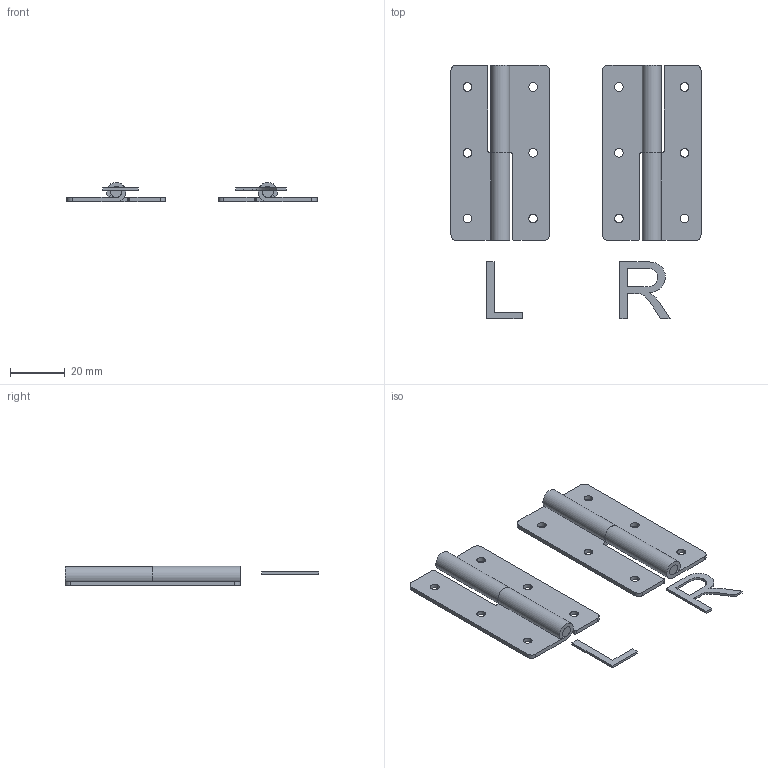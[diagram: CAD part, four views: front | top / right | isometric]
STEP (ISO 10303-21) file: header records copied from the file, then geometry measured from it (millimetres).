
FILE_DESCRIPTION(/* description */ (''),/* implementation_level */ '2;1');
FILE_NAME(/* name */ 'JL253-7L R',/* time_stamp */ '2024-10-17T10:57:22+08:00',/* author */ (''),/* organization */ (''),/* preprocessor_version */ 'ST-DEVELOPER v19.2',/* originating_system */ 'Rhino 8.5',/* authorisation */ '');
FILE_SCHEMA (('CONFIG_CONTROL_DESIGN'));
Length unit declared in the file: millimetre
Products named in the file (1): Document
Bounding box: 91.3 x 92.64 x 6.99 mm (x, y, z)
Volume: 4554.9 mm3; surface area: 13897.6 mm2
Topology: 4 solids, 6 shells, 112 faces, 298 edges, 196 vertices
Faces by surface type: plane 57, cylinder 50, bspline 5
Entity records: 3729 total; most frequent: CARTESIAN_POINT 1138, ORIENTED_EDGE 588, DIRECTION 329, EDGE_CURVE 298, AXIS2_PLACEMENT_3D 218, VERTEX_POINT 196, B_SPLINE_CURVE_WITH_KNOTS 148, EDGE_LOOP 138
